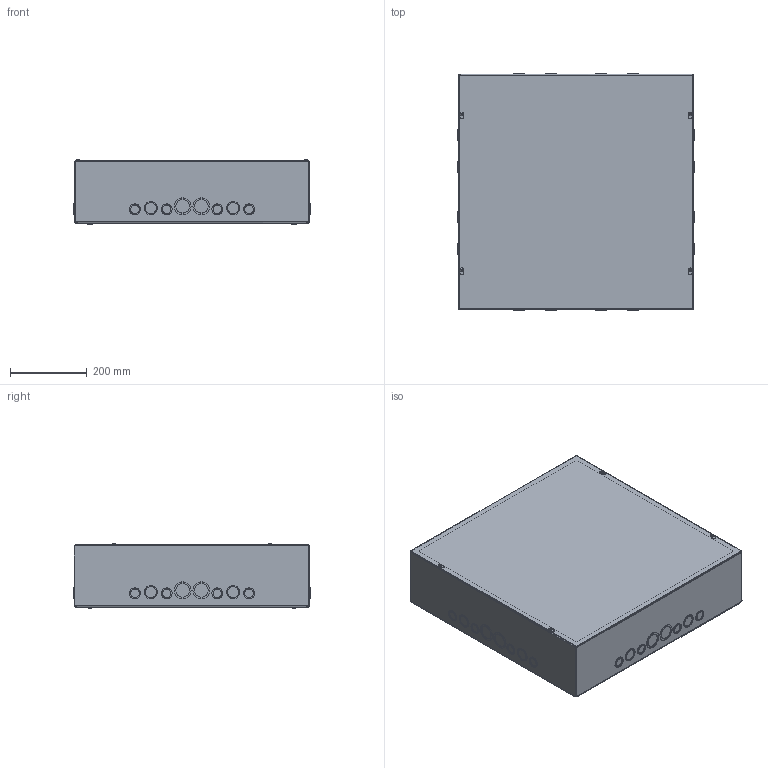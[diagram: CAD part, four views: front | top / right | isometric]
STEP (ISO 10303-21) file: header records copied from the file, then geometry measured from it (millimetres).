
FILE_DESCRIPTION(/* description */ ('BACKS - 24"X24"'),/* implementation_level */ '2;1');
FILE_NAME(/* name */ 'SC242406G.stp',/* time_stamp */ '2015-04-13T22:34:58+05:00',/* author */ ('vdas'),/* organization */ (''),/* preprocessor_version */ 'ST-DEVELOPER v15.2',/* originating_system */ 'Autodesk Inventor 2014',/* authorisation */ '');
FILE_SCHEMA (('AUTOMOTIVE_DESIGN { 1 0 10303 214 3 1 1 }'));
Length unit declared in the file: inch
Products named in the file (5): SC2424GBKP; SC242406GWRA; SC2424GLID; 34056; SC242406G
Bounding box: 615.92 x 615.92 x 170.58 mm (x, y, z)
Volume: 2139826.8 mm3; surface area: 2469343.8 mm2
Topology: 38 solids, 40 shells, 1254 faces, 3033 edges, 1927 vertices
Faces by surface type: plane 838, cylinder 273, cone 48, bspline 39, torus 36, sphere 20
Full cylindrical faces by diameter (mm): 3.759 x4, 4.166 x4, 4.191 x1, 4.566 x8, 5.803 x1, 7.62 x4, 9.754 x4
Entity records: 35607 total; most frequent: CARTESIAN_POINT 7106, ORIENTED_EDGE 5816, DIRECTION 5378, EDGE_CURVE 2716, LINE 2130, VECTOR 2130, VERTEX_POINT 1748, AXIS2_PLACEMENT_3D 1624
